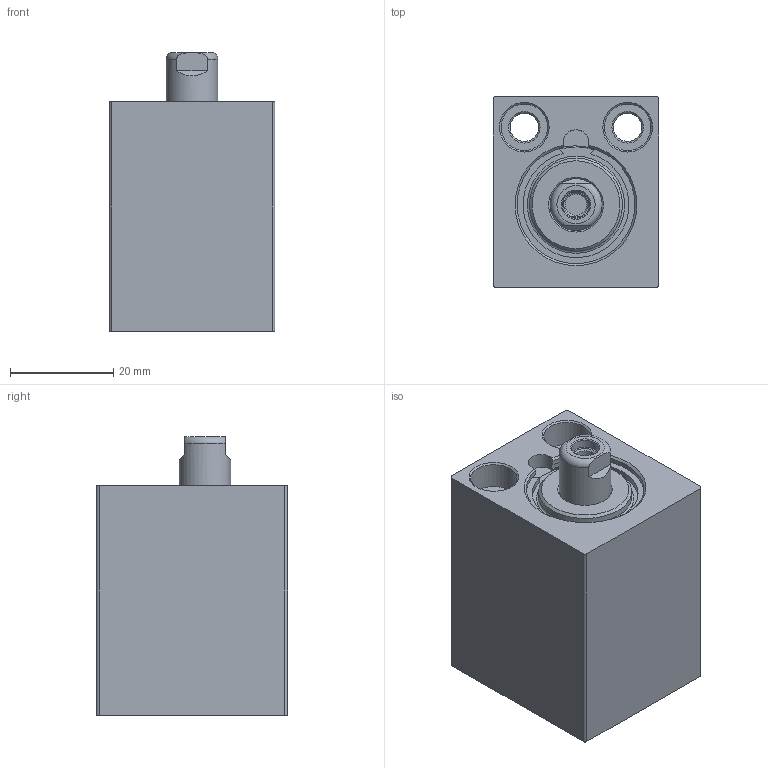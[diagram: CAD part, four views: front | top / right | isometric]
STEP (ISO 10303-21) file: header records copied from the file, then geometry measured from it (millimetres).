
FILE_DESCRIPTION((''),'2;1');
FILE_NAME('RD020.020.GS.F.stp','2014-07-24T14:29:26',('carlo.corazza'),(''),'Autodesk Inventor 2012','Autodesk Inventor 2012','');
FILE_SCHEMA(('AUTOMOTIVE_DESIGN { 1 0 10303 214 1 1 1 1 }'));
Length unit declared in the file: millimetre
Products named in the file (4): RD020..GS.F; CORPO-020; TA; STELO-020
Assembly tree (3 placements, depth 2):
  RD020..GS.F
    CORPO-020
    TA
    STELO-020
Bounding box: 32 x 37 x 54 mm (x, y, z)
Volume: 51669.2 mm3; surface area: 13824.8 mm2
Topology: 3 solids, 3 shells, 99 faces, 205 edges, 127 vertices
Faces by surface type: plane 33, cylinder 30, cone 23, torus 12, bspline 1
Full cylindrical faces by diameter (mm): 1.3 x2, 4.134 x3, 5.25 x1, 5.5 x2, 8 x1, 9 x4, 10 x3, 18 x1, 22.8 x1
Entity records: 2731 total; most frequent: CARTESIAN_POINT 542, DIRECTION 448, ORIENTED_EDGE 296, AXIS2_PLACEMENT_3D 205, EDGE_LOOP 173, EDGE_CURVE 148, VERTEX_POINT 121, FACE_OUTER_BOUND 99
